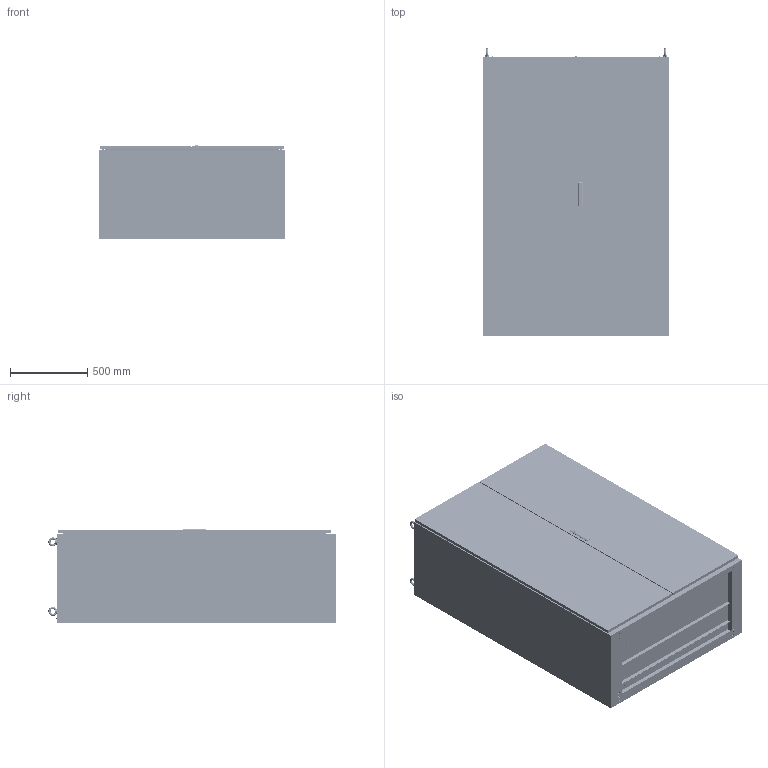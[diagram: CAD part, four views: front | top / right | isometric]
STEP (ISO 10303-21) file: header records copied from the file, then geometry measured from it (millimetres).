
FILE_DESCRIPTION (( 'STEP AP214' ), '1' );
FILE_NAME ('0390-1218-60-17.step', '2022-07-28T11:08:26', ( '' ), ( '' ), 'SwSTEP 2.0', 'SolidWorks 2019', '' );
FILE_SCHEMA (( 'AUTOMOTIVE_DESIGN' ));
Length unit declared in the file: millimetre
Products named in the file (16): 0390-1218-60-17; MontageplatteZubehoer_s; MontageplatteKPL_s_0348-1218-00-13; Tuer2_s_0395-1218-05-97; arretierwinkel_re_s; 3080-9036-03-48 Schutzleiterschraube; Bodenplattensatz_s_0396-1200-60-03; MPGleitschuh_s; TuerGG_s_0395-1218-02-97; Korpus_ss_1218-60; Dachplatte_ss_0390-1200-60-07; rasthalterung_li_s; Montageplatte_s_1218; rasthalterung_re_s; TuerLP_s_0395-1218-01-97; arretierwinkel_li_s
Assembly tree (16 placements, depth 4):
  0390-1218-60-17
    Korpus_ss_1218-60
    Tuer2_s_0395-1218-05-97
      TuerGG_s_0395-1218-02-97
      TuerLP_s_0395-1218-01-97
    Dachplatte_ss_0390-1200-60-07
    Bodenplattensatz_s_0396-1200-60-03
    MontageplatteKPL_s_0348-1218-00-13
      Montageplatte_s_1218
      MontageplatteZubehoer_s
        arretierwinkel_li_s
        arretierwinkel_re_s
        rasthalterung_li_s
        rasthalterung_re_s
        3080-9036-03-48 Schutzleiterschraube
        MPGleitschuh_s  x2
Bounding box: 1200 x 1857.99 x 607.5 mm (x, y, z)
Volume: 23925208.2 mm3; surface area: 23819013.1 mm2
Topology: 68 solids, 68 shells, 5966 faces, 15843 edges, 10475 vertices
Faces by surface type: plane 3275, cylinder 2444, cone 209, torus 24, bspline 14
Entity records: 224178 total; most frequent: CARTESIAN_POINT 34725, DIRECTION 32486, ORIENTED_EDGE 31578, EDGE_CURVE 15789, AXIS2_PLACEMENT_3D 11138, VERTEX_POINT 10441, LINE 10210, VECTOR 10210
